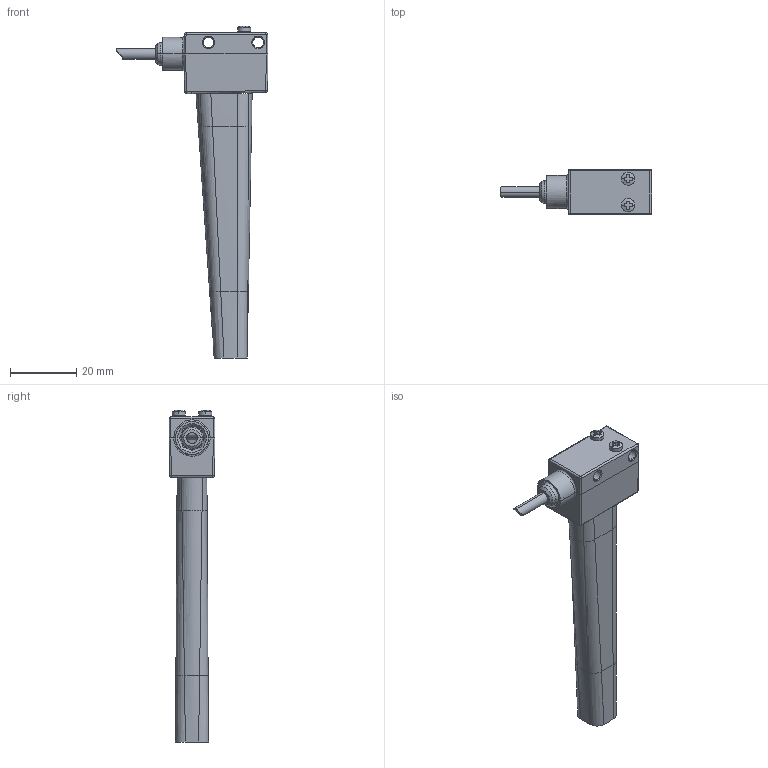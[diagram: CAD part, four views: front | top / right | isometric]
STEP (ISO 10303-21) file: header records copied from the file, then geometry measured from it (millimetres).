
FILE_DESCRIPTION((''),'2;1');
FILE_NAME('DB_CAD6730_R101_V60_RD_BEAMPROF','2019-09-18T11:15:24',('hhuscher'),(''),'CREO PARAMETRIC BY PTC INC, 2018420','CREO PARAMETRIC BY PTC INC, 2018420','');
FILE_SCHEMA(('CONFIG_CONTROL_DESIGN','SHAPE_APPEARANCE_LAYERS_GROUPS'));
Length unit declared in the file: millimetre
Products named in the file (1): DB_CAD6730_R101_V60_RD_BEAMPROF
Bounding box: 45.98 x 13.9 x 100.44 mm (x, y, z)
Volume: 15838.6 mm3; surface area: 6384.7 mm2
Topology: 2 solids, 2 shells, 268 faces, 699 edges, 431 vertices
Faces by surface type: plane 140, cylinder 57, cone 28, bspline 25, sphere 12, torus 5, extrusion 1
Entity records: 15033 total; most frequent: CARTESIAN_POINT 3332, ORIENTED_EDGE 1378, DIRECTION 1266, PRESENTATION_STYLE_ASSIGNMENT 958, STYLED_ITEM 691, CURVE_STYLE 689, EDGE_CURVE 689, FILL_AREA_STYLE_COLOUR 525
